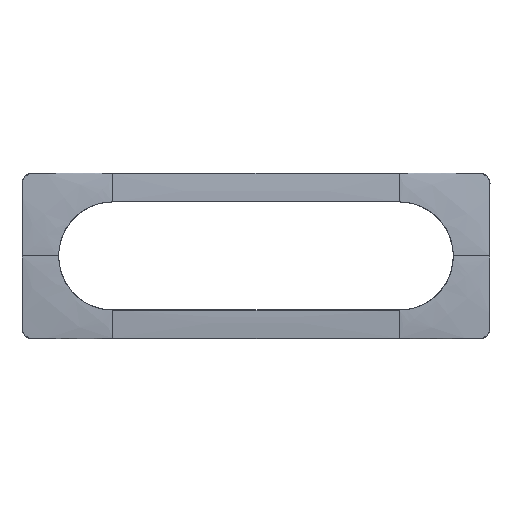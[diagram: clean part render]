
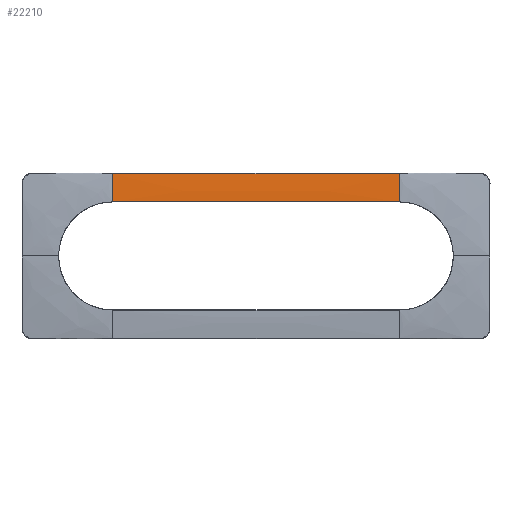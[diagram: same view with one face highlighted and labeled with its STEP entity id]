
A CAD part, top view. The second image highlights one B-rep face of the part: STEP entity #22210.
In plain terms, the highlighted face is a extrusion surface.
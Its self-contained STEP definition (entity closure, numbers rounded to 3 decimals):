
#21962=CARTESIAN_POINT('Vertex',(0.,26.8,8.7)) ;
#22108=CARTESIAN_POINT('Vertex',(142.,26.8,8.7)) ;
#22132=CARTESIAN_POINT('Control Point',(142.,26.8,8.7)) ;
#22133=CARTESIAN_POINT('Control Point',(142.,27.075,8.7)) ;
#22134=CARTESIAN_POINT('Control Point',(142.,27.349,8.698)) ;
#22135=CARTESIAN_POINT('Control Point',(142.,27.623,8.695)) ;
#22136=CARTESIAN_POINT('Control Point',(142.,28.699,8.68)) ;
#22137=CARTESIAN_POINT('Control Point',(142.,29.774,8.646)) ;
#22138=CARTESIAN_POINT('Control Point',(142.,30.598,8.609)) ;
#22139=CARTESIAN_POINT('Control Point',(142.,32.607,8.501)) ;
#22140=CARTESIAN_POINT('Control Point',(142.,34.613,8.35)) ;
#22141=CARTESIAN_POINT('Control Point',(142.,35.811,8.248)) ;
#22142=CARTESIAN_POINT('Control Point',(142.,37.525,8.084)) ;
#22143=CARTESIAN_POINT('Control Point',(142.,39.238,7.901)) ;
#22144=CARTESIAN_POINT('Control Point',(142.,39.746,7.845)) ;
#22145=CARTESIAN_POINT('Control Point',(142.,40.253,7.787)) ;
#22146=CARTESIAN_POINT('Control Point',(142.,40.759,7.728)) ;
#22150=CARTESIAN_POINT('Line Origine',(63.493,40.759,7.728)) ;
#22154=CARTESIAN_POINT('Vertex',(142.,40.759,7.728)) ;
#22156=CARTESIAN_POINT('Vertex',(0.,40.759,7.728)) ;
#22160=CARTESIAN_POINT('Control Point',(142.,26.8,8.7)) ;
#22161=CARTESIAN_POINT('Control Point',(142.,27.148,8.699)) ;
#22162=CARTESIAN_POINT('Control Point',(142.,27.495,8.697)) ;
#22163=CARTESIAN_POINT('Control Point',(142.,27.844,8.693)) ;
#22164=CARTESIAN_POINT('Control Point',(142.,28.543,8.68)) ;
#22165=CARTESIAN_POINT('Control Point',(142.,29.245,8.66)) ;
#22166=CARTESIAN_POINT('Control Point',(142.,29.597,8.648)) ;
#22167=CARTESIAN_POINT('Control Point',(142.,30.658,8.606)) ;
#22168=CARTESIAN_POINT('Control Point',(142.,31.717,8.549)) ;
#22169=CARTESIAN_POINT('Control Point',(142.,32.411,8.506)) ;
#22170=CARTESIAN_POINT('Control Point',(142.,33.805,8.41)) ;
#22171=CARTESIAN_POINT('Control Point',(142.,35.194,8.297)) ;
#22172=CARTESIAN_POINT('Control Point',(142.,35.888,8.236)) ;
#22173=CARTESIAN_POINT('Control Point',(142.,37.277,8.107)) ;
#22174=CARTESIAN_POINT('Control Point',(142.,38.67,7.963)) ;
#22175=CARTESIAN_POINT('Control Point',(142.,39.367,7.888)) ;
#22176=CARTESIAN_POINT('Control Point',(142.,40.063,7.809)) ;
#22177=CARTESIAN_POINT('Control Point',(142.,40.759,7.728)) ;
#22179=CARTESIAN_POINT('Line Origine',(63.493,26.8,8.7)) ;
#22185=CARTESIAN_POINT('Control Point',(0.,26.8,8.7)) ;
#22186=CARTESIAN_POINT('Control Point',(0.,27.271,8.699)) ;
#22187=CARTESIAN_POINT('Control Point',(0.,27.741,8.695)) ;
#22188=CARTESIAN_POINT('Control Point',(0.,28.222,8.688)) ;
#22189=CARTESIAN_POINT('Control Point',(0.,29.206,8.664)) ;
#22190=CARTESIAN_POINT('Control Point',(0.,30.235,8.623)) ;
#22191=CARTESIAN_POINT('Control Point',(0.,30.759,8.599)) ;
#22192=CARTESIAN_POINT('Control Point',(0.,31.803,8.543)) ;
#22193=CARTESIAN_POINT('Control Point',(0.,32.837,8.477)) ;
#22194=CARTESIAN_POINT('Control Point',(0.,33.352,8.441)) ;
#22195=CARTESIAN_POINT('Control Point',(0.,34.363,8.365)) ;
#22196=CARTESIAN_POINT('Control Point',(0.,35.336,8.283)) ;
#22197=CARTESIAN_POINT('Control Point',(0.,35.813,8.242)) ;
#22198=CARTESIAN_POINT('Control Point',(0.,37.083,8.125)) ;
#22199=CARTESIAN_POINT('Control Point',(0.,38.355,7.997)) ;
#22200=CARTESIAN_POINT('Control Point',(0.,39.157,7.911)) ;
#22201=CARTESIAN_POINT('Control Point',(0.,39.958,7.821)) ;
#22202=CARTESIAN_POINT('Control Point',(0.,40.759,7.728)) ;
#22147=DIRECTION('Vector Direction',(-1.,0.,0.)) ;
#22151=DIRECTION('Vector Direction',(-1.,0.,0.)) ;
#22180=DIRECTION('Vector Direction',(-1.,0.,0.)) ;
#22148=VECTOR('Extrusion Surface Vector',#22147,1.) ;
#22152=VECTOR('Line Direction',#22151,1.) ;
#22181=VECTOR('Line Direction',#22180,1.) ;
#22205=ORIENTED_EDGE('',*,*,#22158,.F.) ;
#22206=ORIENTED_EDGE('',*,*,#22178,.F.) ;
#22207=ORIENTED_EDGE('',*,*,#22183,.T.) ;
#22208=ORIENTED_EDGE('',*,*,#22203,.T.) ;
#22210=ADVANCED_FACE('Extraction.64',(#22209),#22149,.F.) ;
#22131=B_SPLINE_CURVE_WITH_KNOTS('',5,(#22132,#22133,#22134,#22135,#22136,#22137,#22138,#22139,#22140,#22141,#22142,#22143,#22144,#22145,#22146),.UNSPECIFIED.,.F.,.U.,(6,3,3,3,6),(6.413,8.364,14.018,22.59,26.189),.UNSPECIFIED.) ;
#22159=B_SPLINE_CURVE_WITH_KNOTS('',5,(#22160,#22161,#22162,#22163,#22164,#22165,#22166,#22167,#22168,#22169,#22170,#22171,#22172,#22173,#22174,#22175,#22176,#22177),.UNSPECIFIED.,.F.,.U.,(6,3,3,3,3,6),(6.413,8.885,11.357,16.301,21.245,26.189),.UNSPECIFIED.) ;
#22184=B_SPLINE_CURVE_WITH_KNOTS('',5,(#22185,#22186,#22187,#22188,#22189,#22190,#22191,#22192,#22193,#22194,#22195,#22196,#22197,#22198,#22199,#22200,#22201,#22202),.UNSPECIFIED.,.F.,.U.,(6,3,3,3,3,6),(0.,4.09,8.18,12.271,16.361,23.334),.UNSPECIFIED.) ;
#22158=EDGE_CURVE('',#22155,#22157,#22153,.T.) ;
#22178=EDGE_CURVE('',#22109,#22155,#22159,.T.) ;
#22183=EDGE_CURVE('',#22109,#21963,#22182,.T.) ;
#22203=EDGE_CURVE('',#21963,#22157,#22184,.T.) ;
#22204=EDGE_LOOP('',(#22205,#22206,#22207,#22208)) ;
#22209=FACE_OUTER_BOUND('',#22204,.T.) ;
#22153=LINE('Line',#22150,#22152) ;
#22182=LINE('Line',#22179,#22181) ;
#22149=SURFACE_OF_LINEAR_EXTRUSION('generated tabulated cylinder',#22131,#22148) ;
#21963=VERTEX_POINT('',#21962) ;
#22109=VERTEX_POINT('',#22108) ;
#22155=VERTEX_POINT('',#22154) ;
#22157=VERTEX_POINT('',#22156) ;
